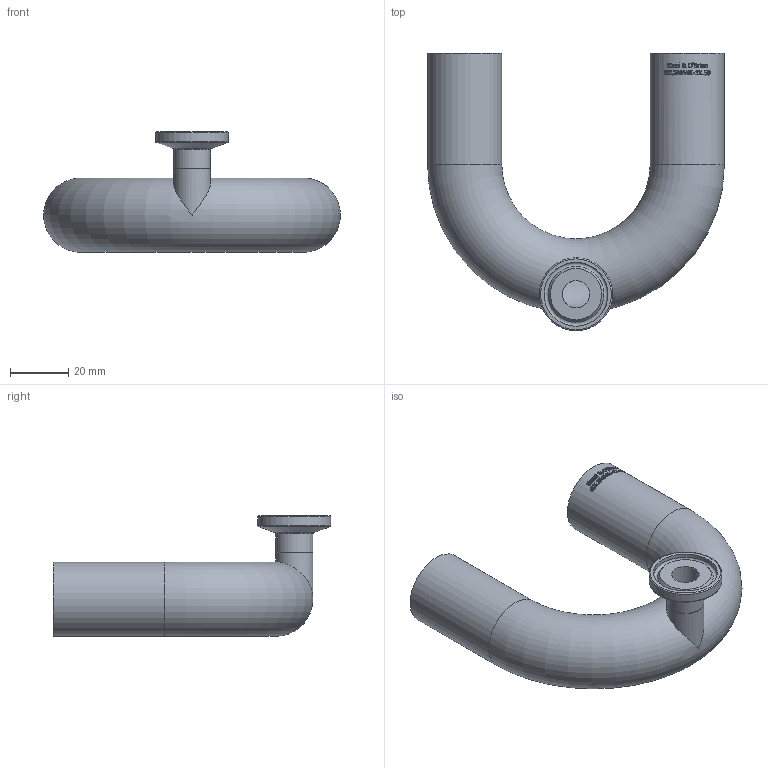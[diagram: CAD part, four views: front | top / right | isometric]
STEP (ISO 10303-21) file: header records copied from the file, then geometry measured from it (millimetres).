
FILE_DESCRIPTION(/* description */ (''),/* implementation_level */ '2;1');
FILE_NAME(/* name */ 'S2USWWK-1X.50.stp',/* time_stamp */ '2018-11-26T15:03:48-05:00',/* author */ ('rick'),/* organization */ (''),/* preprocessor_version */ 'ST-DEVELOPER v15.2',/* originating_system */ 'Autodesk Inventor 2014',/* authorisation */ '');
FILE_SCHEMA (('AUTOMOTIVE_DESIGN { 1 0 10303 214 3 1 1 }'));
Length unit declared in the file: inch
Products named in the file (1): S2USWWK-1X.50
Bounding box: 101.6 x 95.05 x 41.27 mm (x, y, z)
Volume: 26365.1 mm3; surface area: 31612.6 mm2
Topology: 1 solids, 1 shells, 433 faces, 1167 edges, 775 vertices
Faces by surface type: bspline 196, plane 181, cylinder 46, torus 8, cone 2
Full cylindrical faces by diameter (mm): 9.398 x2, 12.7 x2, 21.895 x1, 22.098 x2, 24.994 x1, 25.4 x2
Entity records: 17117 total; most frequent: CARTESIAN_POINT 7391, ORIENTED_EDGE 2280, DIRECTION 1473, EDGE_CURVE 1140, VERTEX_POINT 769, EDGE_LOOP 497, LINE 495, VECTOR 495
